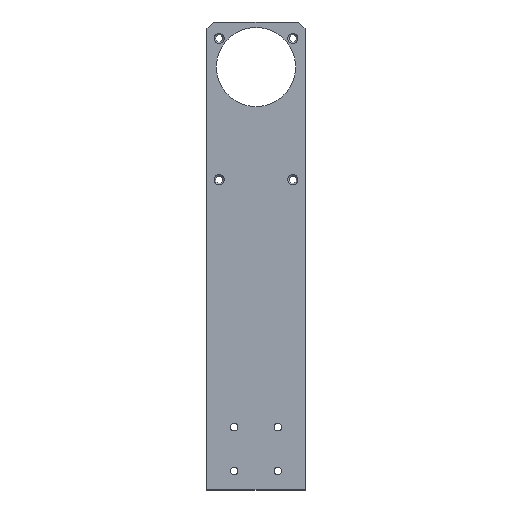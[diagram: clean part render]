
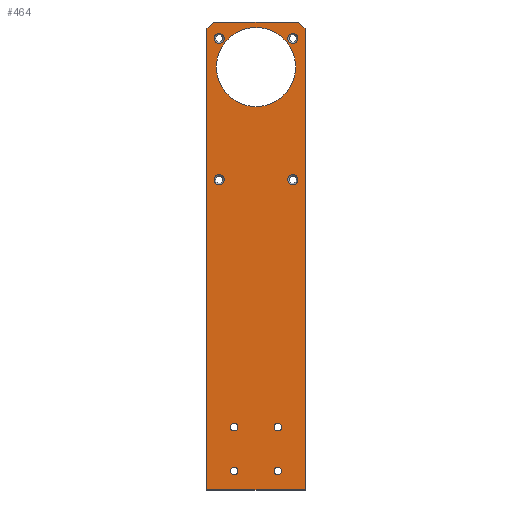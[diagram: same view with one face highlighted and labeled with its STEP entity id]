
A CAD part, top view. The second image highlights one B-rep face of the part: STEP entity #464.
In plain terms, the highlighted planar face has unit normal (0, 0, 1).
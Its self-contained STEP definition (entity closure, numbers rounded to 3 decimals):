
#28=FACE_BOUND('',#81,.T.);
#29=FACE_BOUND('',#82,.T.);
#30=FACE_BOUND('',#83,.T.);
#31=FACE_BOUND('',#84,.T.);
#32=FACE_BOUND('',#85,.T.);
#33=FACE_BOUND('',#86,.T.);
#34=FACE_BOUND('',#87,.T.);
#35=FACE_BOUND('',#88,.T.);
#36=FACE_BOUND('',#89,.T.);
#46=PLANE('',#493);
#55=FACE_OUTER_BOUND('',#80,.T.);
#80=EDGE_LOOP('',(#333,#334,#335,#336,#337,#338));
#81=EDGE_LOOP('',(#339));
#82=EDGE_LOOP('',(#340));
#83=EDGE_LOOP('',(#341,#342));
#84=EDGE_LOOP('',(#343,#344));
#85=EDGE_LOOP('',(#345,#346));
#86=EDGE_LOOP('',(#347,#348));
#87=EDGE_LOOP('',(#349));
#88=EDGE_LOOP('',(#350));
#89=EDGE_LOOP('',(#351));
#123=LINE('',#702,#158);
#124=LINE('',#704,#159);
#125=LINE('',#706,#160);
#126=LINE('',#708,#161);
#127=LINE('',#710,#162);
#128=LINE('',#711,#163);
#158=VECTOR('',#556,10.);
#159=VECTOR('',#557,10.);
#160=VECTOR('',#558,10.);
#161=VECTOR('',#559,10.);
#162=VECTOR('',#560,10.);
#163=VECTOR('',#561,10.);
#192=CIRCLE('',#491,1.85);
#194=CIRCLE('',#494,1.85);
#195=CIRCLE('',#495,1.85);
#196=CIRCLE('',#496,1.375);
#197=CIRCLE('',#497,1.375);
#198=CIRCLE('',#498,1.375);
#199=CIRCLE('',#499,1.375);
#200=CIRCLE('',#500,1.375);
#201=CIRCLE('',#501,1.375);
#202=CIRCLE('',#502,1.375);
#203=CIRCLE('',#503,1.375);
#204=CIRCLE('',#504,14.5);
#205=CIRCLE('',#505,1.85);
#222=VERTEX_POINT('',#694);
#224=VERTEX_POINT('',#700);
#225=VERTEX_POINT('',#701);
#226=VERTEX_POINT('',#703);
#227=VERTEX_POINT('',#705);
#228=VERTEX_POINT('',#707);
#229=VERTEX_POINT('',#709);
#230=VERTEX_POINT('',#712);
#231=VERTEX_POINT('',#714);
#232=VERTEX_POINT('',#716);
#233=VERTEX_POINT('',#717);
#234=VERTEX_POINT('',#720);
#235=VERTEX_POINT('',#721);
#236=VERTEX_POINT('',#724);
#237=VERTEX_POINT('',#725);
#238=VERTEX_POINT('',#728);
#239=VERTEX_POINT('',#729);
#240=VERTEX_POINT('',#732);
#241=VERTEX_POINT('',#734);
#264=EDGE_CURVE('',#222,#222,#192,.T.);
#267=EDGE_CURVE('',#224,#225,#123,.T.);
#268=EDGE_CURVE('',#225,#226,#124,.T.);
#269=EDGE_CURVE('',#226,#227,#125,.T.);
#270=EDGE_CURVE('',#227,#228,#126,.T.);
#271=EDGE_CURVE('',#228,#229,#127,.T.);
#272=EDGE_CURVE('',#229,#224,#128,.T.);
#273=EDGE_CURVE('',#230,#230,#194,.T.);
#274=EDGE_CURVE('',#231,#231,#195,.T.);
#275=EDGE_CURVE('',#232,#233,#196,.T.);
#276=EDGE_CURVE('',#233,#232,#197,.T.);
#277=EDGE_CURVE('',#234,#235,#198,.T.);
#278=EDGE_CURVE('',#235,#234,#199,.T.);
#279=EDGE_CURVE('',#236,#237,#200,.T.);
#280=EDGE_CURVE('',#237,#236,#201,.T.);
#281=EDGE_CURVE('',#238,#239,#202,.T.);
#282=EDGE_CURVE('',#239,#238,#203,.T.);
#283=EDGE_CURVE('',#240,#240,#204,.T.);
#284=EDGE_CURVE('',#241,#241,#205,.T.);
#333=ORIENTED_EDGE('',*,*,#267,.T.);
#334=ORIENTED_EDGE('',*,*,#268,.T.);
#335=ORIENTED_EDGE('',*,*,#269,.T.);
#336=ORIENTED_EDGE('',*,*,#270,.T.);
#337=ORIENTED_EDGE('',*,*,#271,.T.);
#338=ORIENTED_EDGE('',*,*,#272,.T.);
#339=ORIENTED_EDGE('',*,*,#273,.F.);
#340=ORIENTED_EDGE('',*,*,#274,.F.);
#341=ORIENTED_EDGE('',*,*,#275,.T.);
#342=ORIENTED_EDGE('',*,*,#276,.T.);
#343=ORIENTED_EDGE('',*,*,#277,.T.);
#344=ORIENTED_EDGE('',*,*,#278,.T.);
#345=ORIENTED_EDGE('',*,*,#279,.T.);
#346=ORIENTED_EDGE('',*,*,#280,.T.);
#347=ORIENTED_EDGE('',*,*,#281,.T.);
#348=ORIENTED_EDGE('',*,*,#282,.T.);
#349=ORIENTED_EDGE('',*,*,#283,.T.);
#350=ORIENTED_EDGE('',*,*,#284,.F.);
#351=ORIENTED_EDGE('',*,*,#264,.F.);
#464=ADVANCED_FACE('',(#55,#28,#29,#30,#31,#32,#33,#34,#35,#36),#46,.T.);
#491=AXIS2_PLACEMENT_3D('',#695,#549,#550);
#493=AXIS2_PLACEMENT_3D('',#699,#554,#555);
#494=AXIS2_PLACEMENT_3D('',#713,#562,#563);
#495=AXIS2_PLACEMENT_3D('',#715,#564,#565);
#496=AXIS2_PLACEMENT_3D('',#718,#566,#567);
#497=AXIS2_PLACEMENT_3D('',#719,#568,#569);
#498=AXIS2_PLACEMENT_3D('',#722,#570,#571);
#499=AXIS2_PLACEMENT_3D('',#723,#572,#573);
#500=AXIS2_PLACEMENT_3D('',#726,#574,#575);
#501=AXIS2_PLACEMENT_3D('',#727,#576,#577);
#502=AXIS2_PLACEMENT_3D('',#730,#578,#579);
#503=AXIS2_PLACEMENT_3D('',#731,#580,#581);
#504=AXIS2_PLACEMENT_3D('',#733,#582,#583);
#505=AXIS2_PLACEMENT_3D('',#735,#584,#585);
#549=DIRECTION('center_axis',(0.,0.,1.));
#550=DIRECTION('ref_axis',(1.,0.,0.));
#554=DIRECTION('center_axis',(0.,0.,1.));
#555=DIRECTION('ref_axis',(1.,0.,0.));
#556=DIRECTION('',(-1.,0.,0.));
#557=DIRECTION('',(-0.707,-0.707,0.));
#558=DIRECTION('',(0.,-1.,0.));
#559=DIRECTION('',(1.,0.,0.));
#560=DIRECTION('',(0.,1.,0.));
#561=DIRECTION('',(-0.707,0.707,0.));
#562=DIRECTION('center_axis',(0.,0.,1.));
#563=DIRECTION('ref_axis',(1.,0.,0.));
#564=DIRECTION('center_axis',(0.,0.,1.));
#565=DIRECTION('ref_axis',(1.,0.,0.));
#566=DIRECTION('center_axis',(0.,0.,-1.));
#567=DIRECTION('ref_axis',(1.,0.,0.));
#568=DIRECTION('center_axis',(0.,0.,-1.));
#569=DIRECTION('ref_axis',(1.,0.,0.));
#570=DIRECTION('center_axis',(0.,0.,-1.));
#571=DIRECTION('ref_axis',(1.,0.,0.));
#572=DIRECTION('center_axis',(0.,0.,-1.));
#573=DIRECTION('ref_axis',(1.,0.,0.));
#574=DIRECTION('center_axis',(0.,0.,-1.));
#575=DIRECTION('ref_axis',(1.,0.,0.));
#576=DIRECTION('center_axis',(0.,0.,-1.));
#577=DIRECTION('ref_axis',(1.,0.,0.));
#578=DIRECTION('center_axis',(0.,0.,-1.));
#579=DIRECTION('ref_axis',(1.,0.,0.));
#580=DIRECTION('center_axis',(0.,0.,-1.));
#581=DIRECTION('ref_axis',(1.,0.,0.));
#582=DIRECTION('center_axis',(0.,0.,-1.));
#583=DIRECTION('ref_axis',(1.,0.,0.));
#584=DIRECTION('center_axis',(0.,0.,1.));
#585=DIRECTION('ref_axis',(1.,0.,0.));
#694=CARTESIAN_POINT('',(11.65,207.515,23.65));
#695=CARTESIAN_POINT('Origin',(13.5,207.515,23.65));
#699=CARTESIAN_POINT('Origin',(0.,127.765,23.65));
#700=CARTESIAN_POINT('',(15.5,213.515,23.65));
#701=CARTESIAN_POINT('',(-15.5,213.515,23.65));
#702=CARTESIAN_POINT('',(15.5,213.515,23.65));
#703=CARTESIAN_POINT('',(-18.,211.015,23.65));
#704=CARTESIAN_POINT('',(-15.5,213.515,23.65));
#705=CARTESIAN_POINT('',(-18.,42.015,23.65));
#706=CARTESIAN_POINT('',(-18.,211.015,23.65));
#707=CARTESIAN_POINT('',(18.,42.015,23.65));
#708=CARTESIAN_POINT('',(-18.,42.015,23.65));
#709=CARTESIAN_POINT('',(18.,211.015,23.65));
#710=CARTESIAN_POINT('',(18.,42.015,23.65));
#711=CARTESIAN_POINT('',(18.,211.015,23.65));
#712=CARTESIAN_POINT('',(11.65,155.715,23.65));
#713=CARTESIAN_POINT('Origin',(13.5,155.715,23.65));
#714=CARTESIAN_POINT('',(-15.35,207.515,23.65));
#715=CARTESIAN_POINT('Origin',(-13.5,207.515,23.65));
#716=CARTESIAN_POINT('',(6.625,49.014,23.65));
#717=CARTESIAN_POINT('',(9.375,49.014,23.65));
#718=CARTESIAN_POINT('Origin',(8.,49.015,23.65));
#719=CARTESIAN_POINT('Origin',(8.,49.014,23.65));
#720=CARTESIAN_POINT('',(-9.375,49.014,23.65));
#721=CARTESIAN_POINT('',(-6.625,49.014,23.65));
#722=CARTESIAN_POINT('Origin',(-8.,49.015,23.65));
#723=CARTESIAN_POINT('Origin',(-8.,49.014,23.65));
#724=CARTESIAN_POINT('',(6.625,65.014,23.65));
#725=CARTESIAN_POINT('',(9.375,65.014,23.65));
#726=CARTESIAN_POINT('Origin',(8.,65.015,23.65));
#727=CARTESIAN_POINT('Origin',(8.,65.014,23.65));
#728=CARTESIAN_POINT('',(-9.375,65.014,23.65));
#729=CARTESIAN_POINT('',(-6.625,65.014,23.65));
#730=CARTESIAN_POINT('Origin',(-8.,65.015,23.65));
#731=CARTESIAN_POINT('Origin',(-8.,65.014,23.65));
#732=CARTESIAN_POINT('',(-14.5,197.015,23.65));
#733=CARTESIAN_POINT('Origin',(0.,197.015,23.65));
#734=CARTESIAN_POINT('',(-15.35,155.715,23.65));
#735=CARTESIAN_POINT('Origin',(-13.5,155.715,23.65));
